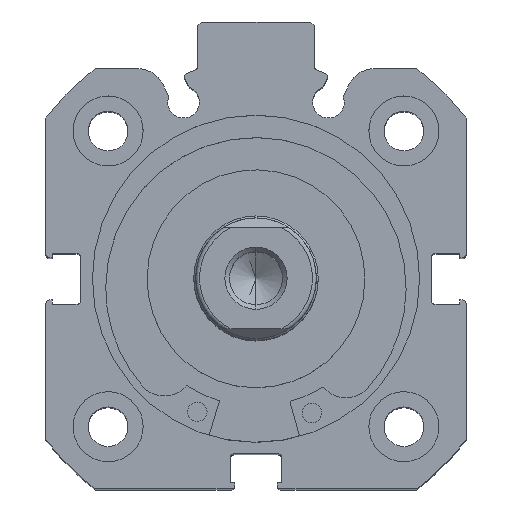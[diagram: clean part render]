
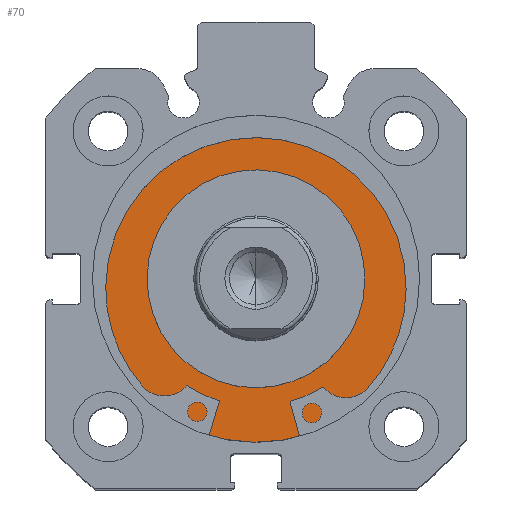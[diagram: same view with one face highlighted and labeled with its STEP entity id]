
A CAD part, top view. The second image highlights one B-rep face of the part: STEP entity #70.
In plain terms, the highlighted face is planar.
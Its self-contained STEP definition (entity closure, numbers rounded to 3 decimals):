
#70 = ADVANCED_FACE ( 'NONE', ( #2907, #2919 ), #7138, .F. ) ;
#1447 = EDGE_CURVE ( 'NONE', #6311, #6252, #5493, .T. ) ;
#1448 = EDGE_CURVE ( 'NONE', #6352, #6067, #5494, .T. ) ;
#1456 = EDGE_CURVE ( 'NONE', #6067, #6352, #5507, .T. ) ;
#1462 = EDGE_CURVE ( 'NONE', #6252, #6311, #5514, .T. ) ;
#1574 = AXIS2_PLACEMENT_3D ( 'NONE', #7140, #7136, #7135 ) ;
#1834 = AXIS2_PLACEMENT_3D ( 'NONE', #4214, #4216, #4217 ) ;
#1835 = AXIS2_PLACEMENT_3D ( 'NONE', #4204, #4211, #4212 ) ;
#1839 = AXIS2_PLACEMENT_3D ( 'NONE', #4286, #4289, #4291 ) ;
#1841 = AXIS2_PLACEMENT_3D ( 'NONE', #4232, #4258, #4259 ) ;
#1950 = EDGE_LOOP ( 'NONE', ( #2679, #2681 ) ) ;
#1976 = EDGE_LOOP ( 'NONE', ( #2701, #2700 ) ) ;
#2679 = ORIENTED_EDGE ( 'NONE', *, *, #1456, .F. ) ;
#2681 = ORIENTED_EDGE ( 'NONE', *, *, #1448, .F. ) ;
#2700 = ORIENTED_EDGE ( 'NONE', *, *, #1447, .T. ) ;
#2701 = ORIENTED_EDGE ( 'NONE', *, *, #1462, .T. ) ;
#2907 = FACE_BOUND ( 'NONE', #1950, .T. ) ;
#2919 = FACE_OUTER_BOUND ( 'NONE', #1976, .T. ) ;
#4204 = CARTESIAN_POINT ( 'NONE',  ( 3.5, 0., 0. ) ) ;
#4211 = DIRECTION ( 'NONE',  ( -1., 0., 0. ) ) ;
#4212 = DIRECTION ( 'NONE',  ( 0., 0., 1. ) ) ;
#4214 = CARTESIAN_POINT ( 'NONE',  ( 3.5, 0., 0. ) ) ;
#4216 = DIRECTION ( 'NONE',  ( -1., 0., 0. ) ) ;
#4217 = DIRECTION ( 'NONE',  ( 0., 0., 1. ) ) ;
#4232 = CARTESIAN_POINT ( 'NONE',  ( 3.5, 0., 0. ) ) ;
#4258 = DIRECTION ( 'NONE',  ( -1., 0., 0. ) ) ;
#4259 = DIRECTION ( 'NONE',  ( 0., 0., 1. ) ) ;
#4286 = CARTESIAN_POINT ( 'NONE',  ( 3.5, 0., 0. ) ) ;
#4289 = DIRECTION ( 'NONE',  ( -1., 0., 0. ) ) ;
#4291 = DIRECTION ( 'NONE',  ( 0., 0., 1. ) ) ;
#4858 = CARTESIAN_POINT ( 'NONE',  ( 3.5, 0., 14. ) ) ;
#4938 = CARTESIAN_POINT ( 'NONE',  ( 3.5, 0., 21. ) ) ;
#4997 = CARTESIAN_POINT ( 'NONE',  ( 3.5, 0., -21. ) ) ;
#5038 = CARTESIAN_POINT ( 'NONE',  ( 3.5, 0., -14. ) ) ;
#5493 = CIRCLE ( 'NONE', #1835, 21. ) ;
#5494 = CIRCLE ( 'NONE', #1834, 14. ) ;
#5507 = CIRCLE ( 'NONE', #1841, 14. ) ;
#5514 = CIRCLE ( 'NONE', #1839, 21. ) ;
#6067 = VERTEX_POINT ( 'NONE', #4858 ) ;
#6252 = VERTEX_POINT ( 'NONE', #4938 ) ;
#6311 = VERTEX_POINT ( 'NONE', #4997 ) ;
#6352 = VERTEX_POINT ( 'NONE', #5038 ) ;
#7135 = DIRECTION ( 'NONE',  ( 0., 0., -1. ) ) ;
#7136 = DIRECTION ( 'NONE',  ( 1., 0., 0. ) ) ;
#7138 = PLANE ( 'NONE',  #1574 ) ;
#7140 = CARTESIAN_POINT ( 'NONE',  ( 3.5, 21., 0. ) ) ;
